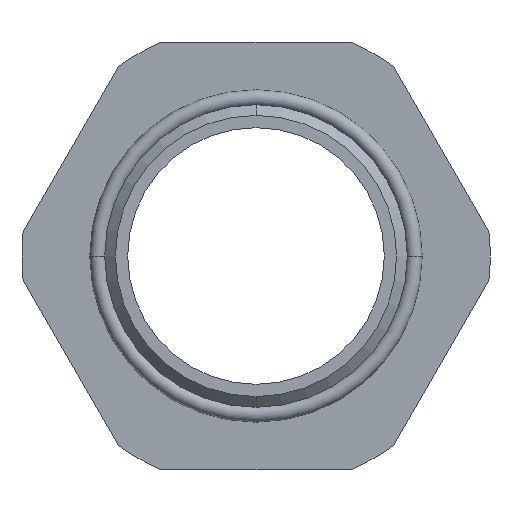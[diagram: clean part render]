
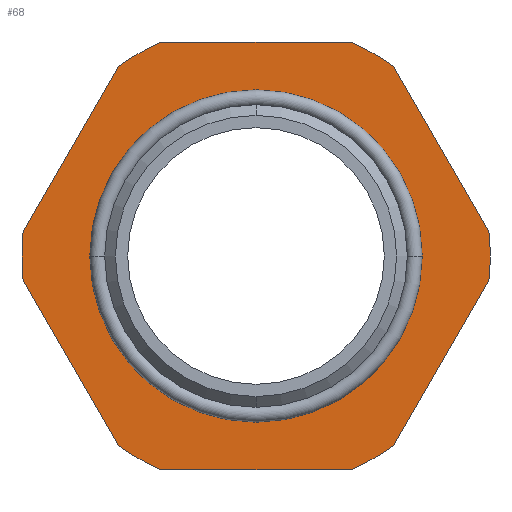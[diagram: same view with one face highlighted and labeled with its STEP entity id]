
A CAD part, front view. The second image highlights one B-rep face of the part: STEP entity #68.
In plain terms, the highlighted planar face has unit normal (0, -1, 0).
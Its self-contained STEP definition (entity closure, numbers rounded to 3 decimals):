
#1 = EDGE_CURVE ( 'NONE', #1048, #1049, #1079, .T. ) ;
#43 = EDGE_CURVE ( 'NONE', #1052, #1042, #321, .T. ) ;
#44 = EDGE_CURVE ( 'NONE', #1052, #1051, #502, .T. ) ;
#45 = EDGE_CURVE ( 'NONE', #1050, #1051, #327, .T. ) ;
#46 = EDGE_CURVE ( 'NONE', #1050, #1049, #501, .T. ) ;
#68 = ADVANCED_FACE ( 'NONE', ( #577, #572 ), #722, .T. ) ;
#113 = VECTOR ( 'NONE', #765, 1000. ) ;
#117 = VECTOR ( 'NONE', #865, 1000. ) ;
#119 = AXIS2_PLACEMENT_3D ( 'NONE', #868, #869, #870 ) ;
#120 = VECTOR ( 'NONE', #853, 1000. ) ;
#121 = AXIS2_PLACEMENT_3D ( 'NONE', #862, #866, #867 ) ;
#126 = AXIS2_PLACEMENT_3D ( 'NONE', #859, #860, #861 ) ;
#128 = AXIS2_PLACEMENT_3D ( 'NONE', #856, #857, #858 ) ;
#139 = AXIS2_PLACEMENT_3D ( 'NONE', #775, #779, #780 ) ;
#149 = AXIS2_PLACEMENT_3D ( 'NONE', #847, #854, #855 ) ;
#320 = CARTESIAN_POINT ( 'NONE',  ( 0., -1.5, 0. ) ) ;
#321 = LINE ( 'NONE', #322, #645 ) ;
#322 = CARTESIAN_POINT ( 'NONE',  ( 13.783, -1.5, 16.127 ) ) ;
#323 = DIRECTION ( 'NONE',  ( -0.5, 0., 0.866 ) ) ;
#324 = DIRECTION ( 'NONE',  ( 0., 1., 0. ) ) ;
#325 = DIRECTION ( 'NONE',  ( 0., 0., 1. ) ) ;
#326 = CARTESIAN_POINT ( 'NONE',  ( 0., -1.5, 0. ) ) ;
#327 = LINE ( 'NONE', #328, #643 ) ;
#328 = CARTESIAN_POINT ( 'NONE',  ( 13.783, -1.5, -16.127 ) ) ;
#329 = DIRECTION ( 'NONE',  ( 0.5, 0., 0.866 ) ) ;
#330 = DIRECTION ( 'NONE',  ( 0., 1., 0. ) ) ;
#331 = DIRECTION ( 'NONE',  ( 0., 0., 1. ) ) ;
#423 = EDGE_LOOP ( 'NONE', ( #990, #988, #989, #987, #986, #985, #984, #983, #982, #981, #432, #431 ) ) ;
#425 = EDGE_LOOP ( 'NONE', ( #992, #991 ) ) ;
#431 = ORIENTED_EDGE ( 'NONE', *, *, #43, .T. ) ;
#432 = ORIENTED_EDGE ( 'NONE', *, *, #44, .F. ) ;
#455 = EDGE_CURVE ( 'NONE', #1046, #1047, #763, .T. ) ;
#473 = CIRCLE ( 'NONE', #119, 21.9 ) ;
#474 = CIRCLE ( 'NONE', #121, 21.9 ) ;
#475 = CIRCLE ( 'NONE', #126, 21.9 ) ;
#476 = CIRCLE ( 'NONE', #128, 21.9 ) ;
#477 = CIRCLE ( 'NONE', #149, 15.174 ) ;
#490 = CIRCLE ( 'NONE', #139, 15.174 ) ;
#501 = CIRCLE ( 'NONE', #660, 21.9 ) ;
#502 = CIRCLE ( 'NONE', #647, 21.9 ) ;
#530 = EDGE_CURVE ( 'NONE', #1024, #1027, #490, .T. ) ;
#554 = EDGE_CURVE ( 'NONE', #1041, #1043, #851, .T. ) ;
#555 = EDGE_CURVE ( 'NONE', #1027, #1024, #477, .T. ) ;
#556 = EDGE_CURVE ( 'NONE', #1041, #1042, #476, .T. ) ;
#557 = EDGE_CURVE ( 'NONE', #1044, #1043, #475, .T. ) ;
#558 = EDGE_CURVE ( 'NONE', #1044, #1045, #863, .T. ) ;
#559 = EDGE_CURVE ( 'NONE', #1046, #1045, #474, .T. ) ;
#560 = EDGE_CURVE ( 'NONE', #1048, #1047, #473, .T. ) ;
#570 = AXIS2_PLACEMENT_3D ( 'NONE', #723, #724, #725 ) ;
#572 = FACE_OUTER_BOUND ( 'NONE', #423, .T. ) ;
#577 = FACE_BOUND ( 'NONE', #425, .T. ) ;
#643 = VECTOR ( 'NONE', #329, 1000. ) ;
#645 = VECTOR ( 'NONE', #323, 1000. ) ;
#647 = AXIS2_PLACEMENT_3D ( 'NONE', #320, #324, #325 ) ;
#660 = AXIS2_PLACEMENT_3D ( 'NONE', #326, #330, #331 ) ;
#673 = VECTOR ( 'NONE', #1081, 1000. ) ;
#722 = PLANE ( 'NONE',  #570 ) ;
#723 = CARTESIAN_POINT ( 'NONE',  ( -14.15, -1.5, 0. ) ) ;
#724 = DIRECTION ( 'NONE',  ( 0., -1., 0. ) ) ;
#725 = DIRECTION ( 'NONE',  ( 0., 0., -1. ) ) ;
#763 = LINE ( 'NONE', #764, #113 ) ;
#764 = CARTESIAN_POINT ( 'NONE',  ( -20.858, -1.5, -3.873 ) ) ;
#765 = DIRECTION ( 'NONE',  ( 0.5, 0., -0.866 ) ) ;
#775 = CARTESIAN_POINT ( 'NONE',  ( 0., -1.5, 0. ) ) ;
#779 = DIRECTION ( 'NONE',  ( 0., -1., 0. ) ) ;
#780 = DIRECTION ( 'NONE',  ( 0., 0., -1. ) ) ;
#847 = CARTESIAN_POINT ( 'NONE',  ( 0., -1.5, 0. ) ) ;
#851 = LINE ( 'NONE', #852, #120 ) ;
#852 = CARTESIAN_POINT ( 'NONE',  ( -14.15, -1.5, 20. ) ) ;
#853 = DIRECTION ( 'NONE',  ( -1., 0., 0. ) ) ;
#854 = DIRECTION ( 'NONE',  ( 0., -1., 0. ) ) ;
#855 = DIRECTION ( 'NONE',  ( 0., 0., -1. ) ) ;
#856 = CARTESIAN_POINT ( 'NONE',  ( 0., -1.5, 0. ) ) ;
#857 = DIRECTION ( 'NONE',  ( 0., 1., 0. ) ) ;
#858 = DIRECTION ( 'NONE',  ( 0., 0., 1. ) ) ;
#859 = CARTESIAN_POINT ( 'NONE',  ( 0., -1.5, 0. ) ) ;
#860 = DIRECTION ( 'NONE',  ( 0., 1., 0. ) ) ;
#861 = DIRECTION ( 'NONE',  ( 0., 0., 1. ) ) ;
#862 = CARTESIAN_POINT ( 'NONE',  ( 0., -1.5, 0. ) ) ;
#863 = LINE ( 'NONE', #864, #117 ) ;
#864 = CARTESIAN_POINT ( 'NONE',  ( -20.858, -1.5, 3.873 ) ) ;
#865 = DIRECTION ( 'NONE',  ( -0.5, 0., -0.866 ) ) ;
#866 = DIRECTION ( 'NONE',  ( 0., 1., 0. ) ) ;
#867 = DIRECTION ( 'NONE',  ( 0., 0., 1. ) ) ;
#868 = CARTESIAN_POINT ( 'NONE',  ( 0., -1.5, 0. ) ) ;
#869 = DIRECTION ( 'NONE',  ( 0., 1., 0. ) ) ;
#870 = DIRECTION ( 'NONE',  ( 0., 0., 1. ) ) ;
#876 = CARTESIAN_POINT ( 'NONE',  ( 15.174, -1.5, 0. ) ) ;
#879 = CARTESIAN_POINT ( 'NONE',  ( -15.174, -1.5, 0. ) ) ;
#893 = CARTESIAN_POINT ( 'NONE',  ( 8.922, -1.5, 20. ) ) ;
#894 = CARTESIAN_POINT ( 'NONE',  ( 12.859, -1.5, 17.727 ) ) ;
#895 = CARTESIAN_POINT ( 'NONE',  ( -8.922, -1.5, 20. ) ) ;
#896 = CARTESIAN_POINT ( 'NONE',  ( -12.859, -1.5, 17.727 ) ) ;
#897 = CARTESIAN_POINT ( 'NONE',  ( -21.782, -1.5, 2.273 ) ) ;
#898 = CARTESIAN_POINT ( 'NONE',  ( -21.782, -1.5, -2.273 ) ) ;
#899 = CARTESIAN_POINT ( 'NONE',  ( -12.859, -1.5, -17.727 ) ) ;
#900 = CARTESIAN_POINT ( 'NONE',  ( -8.922, -1.5, -20. ) ) ;
#901 = CARTESIAN_POINT ( 'NONE',  ( 8.922, -1.5, -20. ) ) ;
#902 = CARTESIAN_POINT ( 'NONE',  ( 12.859, -1.5, -17.727 ) ) ;
#903 = CARTESIAN_POINT ( 'NONE',  ( 21.782, -1.5, -2.273 ) ) ;
#904 = CARTESIAN_POINT ( 'NONE',  ( 21.782, -1.5, 2.273 ) ) ;
#981 = ORIENTED_EDGE ( 'NONE', *, *, #45, .T. ) ;
#982 = ORIENTED_EDGE ( 'NONE', *, *, #46, .F. ) ;
#983 = ORIENTED_EDGE ( 'NONE', *, *, #1, .T. ) ;
#984 = ORIENTED_EDGE ( 'NONE', *, *, #560, .F. ) ;
#985 = ORIENTED_EDGE ( 'NONE', *, *, #455, .T. ) ;
#986 = ORIENTED_EDGE ( 'NONE', *, *, #559, .F. ) ;
#987 = ORIENTED_EDGE ( 'NONE', *, *, #558, .T. ) ;
#988 = ORIENTED_EDGE ( 'NONE', *, *, #554, .T. ) ;
#989 = ORIENTED_EDGE ( 'NONE', *, *, #557, .F. ) ;
#990 = ORIENTED_EDGE ( 'NONE', *, *, #556, .F. ) ;
#991 = ORIENTED_EDGE ( 'NONE', *, *, #555, .F. ) ;
#992 = ORIENTED_EDGE ( 'NONE', *, *, #530, .F. ) ;
#1024 = VERTEX_POINT ( 'NONE', #876 ) ;
#1027 = VERTEX_POINT ( 'NONE', #879 ) ;
#1041 = VERTEX_POINT ( 'NONE', #893 ) ;
#1042 = VERTEX_POINT ( 'NONE', #894 ) ;
#1043 = VERTEX_POINT ( 'NONE', #895 ) ;
#1044 = VERTEX_POINT ( 'NONE', #896 ) ;
#1045 = VERTEX_POINT ( 'NONE', #897 ) ;
#1046 = VERTEX_POINT ( 'NONE', #898 ) ;
#1047 = VERTEX_POINT ( 'NONE', #899 ) ;
#1048 = VERTEX_POINT ( 'NONE', #900 ) ;
#1049 = VERTEX_POINT ( 'NONE', #901 ) ;
#1050 = VERTEX_POINT ( 'NONE', #902 ) ;
#1051 = VERTEX_POINT ( 'NONE', #903 ) ;
#1052 = VERTEX_POINT ( 'NONE', #904 ) ;
#1079 = LINE ( 'NONE', #1080, #673 ) ;
#1080 = CARTESIAN_POINT ( 'NONE',  ( -14.15, -1.5, -20. ) ) ;
#1081 = DIRECTION ( 'NONE',  ( 1., 0., 0. ) ) ;
